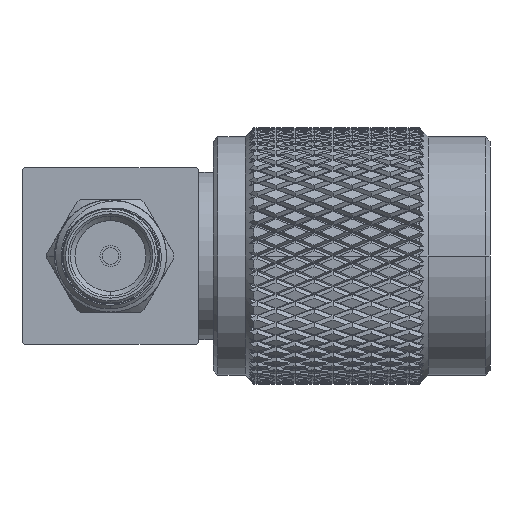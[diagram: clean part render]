
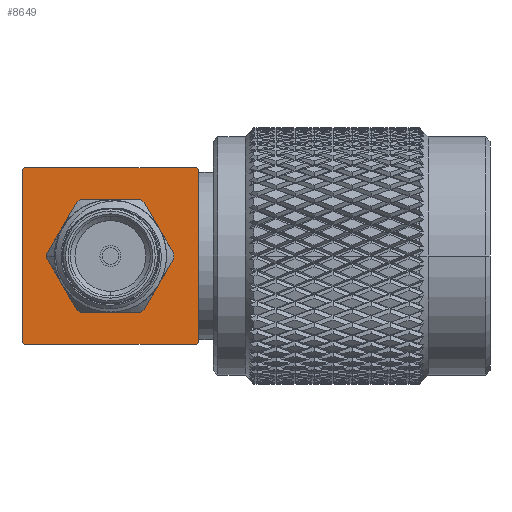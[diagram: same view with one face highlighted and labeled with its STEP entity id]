
A CAD part, left-side view. The second image highlights one B-rep face of the part: STEP entity #8649.
In plain terms, the highlighted face is planar.
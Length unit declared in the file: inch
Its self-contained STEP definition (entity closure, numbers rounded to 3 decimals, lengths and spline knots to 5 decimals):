
#3133 = CARTESIAN_POINT ( 'NONE',  ( 0.649, -0.197, 0.197 ) ) ;
#4163 = FACE_OUTER_BOUND ( 'NONE', #41245, .T. ) ;
#4192 = CARTESIAN_POINT ( 'NONE',  ( 1.035, -0.197, 0.189 ) ) ;
#4606 = CARTESIAN_POINT ( 'NONE',  ( 0.649, -0.197, 0.189 ) ) ;
#5940 = CIRCLE ( 'NONE', #55957, 0.008 ) ;
#6074 = VERTEX_POINT ( 'NONE', #41792 ) ;
#8649 = ADVANCED_FACE ( 'NONE', ( #92632, #4163 ), #70802, .F. ) ;
#9358 = CARTESIAN_POINT ( 'NONE',  ( 1.035, -0.197, -0.197 ) ) ;
#13324 = VECTOR ( 'NONE', #35639, 39.37008 ) ;
#14494 = ORIENTED_EDGE ( 'NONE', *, *, #51898, .F. ) ;
#15478 = VERTEX_POINT ( 'NONE', #51581 ) ;
#17570 = EDGE_CURVE ( 'NONE', #103968, #6074, #79526, .T. ) ;
#18495 = CARTESIAN_POINT ( 'NONE',  ( 0.649, -0.197, -0.197 ) ) ;
#20212 = DIRECTION ( 'NONE',  ( 0., 0., 1. ) ) ;
#20302 = DIRECTION ( 'NONE',  ( 0., 0., 1. ) ) ;
#21677 = DIRECTION ( 'NONE',  ( 0., -1., 0. ) ) ;
#22864 = ORIENTED_EDGE ( 'NONE', *, *, #17570, .F. ) ;
#24018 = CIRCLE ( 'NONE', #35831, 0.008 ) ;
#24611 = CARTESIAN_POINT ( 'NONE',  ( 0.846, -0.197, 0.0905 ) ) ;
#25053 = EDGE_CURVE ( 'NONE', #42008, #82625, #45447, .T. ) ;
#26772 = EDGE_CURVE ( 'NONE', #82625, #53140, #35678, .T. ) ;
#28094 = CARTESIAN_POINT ( 'NONE',  ( 0.649, -0.197, 0.197 ) ) ;
#28692 = DIRECTION ( 'NONE',  ( 0., 0., 1. ) ) ;
#29874 = VECTOR ( 'NONE', #20302, 39.37008 ) ;
#30261 = DIRECTION ( 'NONE',  ( 0., 0., 1. ) ) ;
#31673 = DIRECTION ( 'NONE',  ( 0., 0., 1. ) ) ;
#32168 = ORIENTED_EDGE ( 'NONE', *, *, #36347, .F. ) ;
#33900 = CARTESIAN_POINT ( 'NONE',  ( 0.657, -0.197, -0.189 ) ) ;
#34164 = AXIS2_PLACEMENT_3D ( 'NONE', #82052, #21677, #30261 ) ;
#35639 = DIRECTION ( 'NONE',  ( 1., 0., 0. ) ) ;
#35678 = CIRCLE ( 'NONE', #46822, 0.008 ) ;
#35831 = AXIS2_PLACEMENT_3D ( 'NONE', #33900, #51216, #31673 ) ;
#36347 = EDGE_CURVE ( 'NONE', #54549, #89047, #67912, .T. ) ;
#36620 = DIRECTION ( 'NONE',  ( 0., 1., 0. ) ) ;
#38231 = ORIENTED_EDGE ( 'NONE', *, *, #108533, .T. ) ;
#40791 = ORIENTED_EDGE ( 'NONE', *, *, #55590, .T. ) ;
#41245 = EDGE_LOOP ( 'NONE', ( #62005, #38231, #22864, #40791, #95385, #106487, #44574, #71550 ) ) ;
#41792 = CARTESIAN_POINT ( 'NONE',  ( 1.035, -0.197, 0.197 ) ) ;
#41949 = AXIS2_PLACEMENT_3D ( 'NONE', #76705, #68427, #84584 ) ;
#42008 = VERTEX_POINT ( 'NONE', #81879 ) ;
#42056 = CIRCLE ( 'NONE', #41949, 0.008 ) ;
#44574 = ORIENTED_EDGE ( 'NONE', *, *, #25053, .T. ) ;
#45447 = LINE ( 'NONE', #18495, #13324 ) ;
#46118 = CARTESIAN_POINT ( 'NONE',  ( 1.043, -0.197, 0.197 ) ) ;
#46689 = DIRECTION ( 'NONE',  ( 0., -1., 0. ) ) ;
#46822 = AXIS2_PLACEMENT_3D ( 'NONE', #92805, #93192, #84556 ) ;
#47948 = DIRECTION ( 'NONE',  ( 0., 0., 1. ) ) ;
#51216 = DIRECTION ( 'NONE',  ( 0., -1., 0. ) ) ;
#51581 = CARTESIAN_POINT ( 'NONE',  ( 0.649, -0.197, -0.189 ) ) ;
#51898 = EDGE_CURVE ( 'NONE', #89047, #54549, #55975, .T. ) ;
#53140 = VERTEX_POINT ( 'NONE', #67360 ) ;
#54549 = VERTEX_POINT ( 'NONE', #24611 ) ;
#55571 = CARTESIAN_POINT ( 'NONE',  ( 1.043, -0.197, 0.189 ) ) ;
#55590 = EDGE_CURVE ( 'NONE', #103968, #98235, #42056, .T. ) ;
#55957 = AXIS2_PLACEMENT_3D ( 'NONE', #4192, #106885, #89988 ) ;
#55975 = CIRCLE ( 'NONE', #34164, 0.0905 ) ;
#57316 = AXIS2_PLACEMENT_3D ( 'NONE', #98420, #46689, #28692 ) ;
#58972 = CARTESIAN_POINT ( 'NONE',  ( 0.657, -0.197, 0.197 ) ) ;
#58994 = AXIS2_PLACEMENT_3D ( 'NONE', #28094, #36620, #20212 ) ;
#62005 = ORIENTED_EDGE ( 'NONE', *, *, #96172, .T. ) ;
#64462 = LINE ( 'NONE', #46118, #96643 ) ;
#67360 = CARTESIAN_POINT ( 'NONE',  ( 1.043, -0.197, -0.189 ) ) ;
#67912 = CIRCLE ( 'NONE', #57316, 0.0905 ) ;
#68427 = DIRECTION ( 'NONE',  ( 0., -1., 0. ) ) ;
#70802 = PLANE ( 'NONE',  #58994 ) ;
#71550 = ORIENTED_EDGE ( 'NONE', *, *, #26772, .T. ) ;
#75672 = VERTEX_POINT ( 'NONE', #55571 ) ;
#76414 = EDGE_LOOP ( 'NONE', ( #32168, #14494 ) ) ;
#76705 = CARTESIAN_POINT ( 'NONE',  ( 0.657, -0.197, 0.189 ) ) ;
#79526 = LINE ( 'NONE', #92804, #105064 ) ;
#81879 = CARTESIAN_POINT ( 'NONE',  ( 0.657, -0.197, -0.197 ) ) ;
#82052 = CARTESIAN_POINT ( 'NONE',  ( 0.846, -0.197, 0. ) ) ;
#82625 = VERTEX_POINT ( 'NONE', #9358 ) ;
#84556 = DIRECTION ( 'NONE',  ( 0., 0., 1. ) ) ;
#84584 = DIRECTION ( 'NONE',  ( 0., 0., 1. ) ) ;
#89047 = VERTEX_POINT ( 'NONE', #108089 ) ;
#89988 = DIRECTION ( 'NONE',  ( 0., 0., 1. ) ) ;
#91326 = DIRECTION ( 'NONE',  ( 1., 0., 0. ) ) ;
#92632 = FACE_BOUND ( 'NONE', #76414, .T. ) ;
#92777 = EDGE_CURVE ( 'NONE', #15478, #98235, #95646, .T. ) ;
#92804 = CARTESIAN_POINT ( 'NONE',  ( 0.649, -0.197, 0.197 ) ) ;
#92805 = CARTESIAN_POINT ( 'NONE',  ( 1.035, -0.197, -0.189 ) ) ;
#93192 = DIRECTION ( 'NONE',  ( 0., -1., 0. ) ) ;
#95385 = ORIENTED_EDGE ( 'NONE', *, *, #92777, .F. ) ;
#95646 = LINE ( 'NONE', #3133, #29874 ) ;
#96172 = EDGE_CURVE ( 'NONE', #53140, #75672, #64462, .T. ) ;
#96643 = VECTOR ( 'NONE', #47948, 39.37008 ) ;
#97582 = EDGE_CURVE ( 'NONE', #15478, #42008, #24018, .T. ) ;
#98235 = VERTEX_POINT ( 'NONE', #4606 ) ;
#98420 = CARTESIAN_POINT ( 'NONE',  ( 0.846, -0.197, 0. ) ) ;
#103968 = VERTEX_POINT ( 'NONE', #58972 ) ;
#105064 = VECTOR ( 'NONE', #91326, 39.37008 ) ;
#106487 = ORIENTED_EDGE ( 'NONE', *, *, #97582, .T. ) ;
#106885 = DIRECTION ( 'NONE',  ( 0., -1., 0. ) ) ;
#108089 = CARTESIAN_POINT ( 'NONE',  ( 0.846, -0.197, -0.0905 ) ) ;
#108533 = EDGE_CURVE ( 'NONE', #75672, #6074, #5940, .T. ) ;
